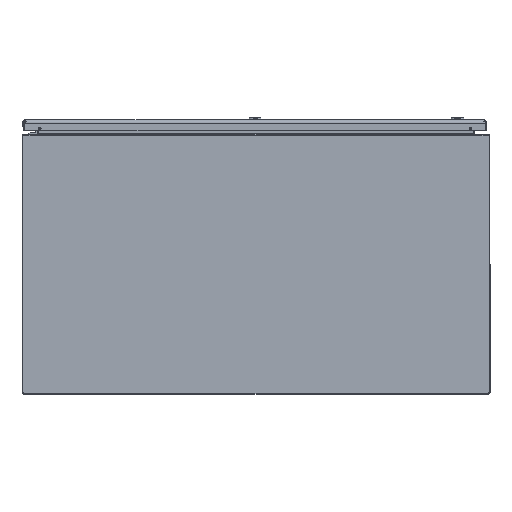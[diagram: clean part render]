
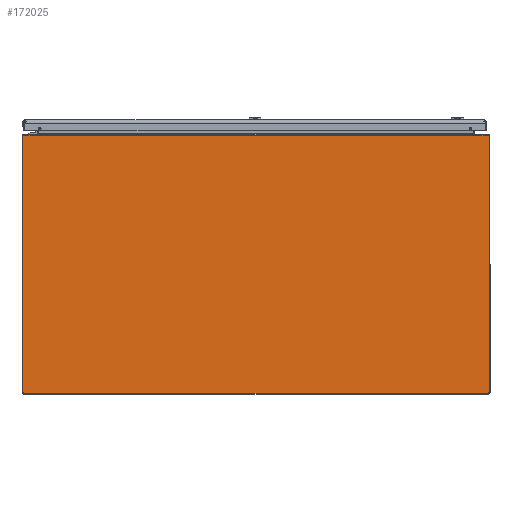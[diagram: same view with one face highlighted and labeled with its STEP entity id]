
A CAD part, front view. The second image highlights one B-rep face of the part: STEP entity #172025.
In plain terms, the highlighted planar face has unit normal (0, -1, 0).
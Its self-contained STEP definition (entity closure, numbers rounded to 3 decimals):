
#935 = LINE ( 'NONE', #27827, #70302 ) ;
#1230 = AXIS2_PLACEMENT_3D ( 'NONE', #20867, #80516, #125247 ) ;
#3410 = LINE ( 'NONE', #152461, #24199 ) ;
#6257 = EDGE_CURVE ( 'NONE', #57507, #30372, #3410, .T. ) ;
#9395 = DIRECTION ( 'NONE',  ( 0., 1., 0. ) ) ;
#11911 = CARTESIAN_POINT ( 'NONE',  ( -16.823, -24., 9.937 ) ) ;
#12819 = DIRECTION ( 'NONE',  ( 1., 0., 0. ) ) ;
#18678 = ORIENTED_EDGE ( 'NONE', *, *, #103172, .F. ) ;
#19150 = DIRECTION ( 'NONE',  ( 1., 0., 0. ) ) ;
#20078 = DIRECTION ( 'NONE',  ( -0.174, 0., -0.985 ) ) ;
#20262 = ORIENTED_EDGE ( 'NONE', *, *, #27495, .F. ) ;
#20867 = CARTESIAN_POINT ( 'NONE',  ( 17.857, -24., 9.857 ) ) ;
#21998 = VECTOR ( 'NONE', #157706, 39.37 ) ;
#24199 = VECTOR ( 'NONE', #79913, 39.37 ) ;
#26073 = ORIENTED_EDGE ( 'NONE', *, *, #109335, .F. ) ;
#26906 = DIRECTION ( 'NONE',  ( 0.174, 0., -0.985 ) ) ;
#27495 = EDGE_CURVE ( 'NONE', #58484, #124313, #176761, .T. ) ;
#27827 = CARTESIAN_POINT ( 'NONE',  ( 16.806, -24., 9.883 ) ) ;
#28483 = DIRECTION ( 'NONE',  ( -1., 0., 0. ) ) ;
#30372 = VERTEX_POINT ( 'NONE', #11911 ) ;
#31474 = VERTEX_POINT ( 'NONE', #56700 ) ;
#33002 = CIRCLE ( 'NONE', #1230, 0.08 ) ;
#37443 = PLANE ( 'NONE',  #136995 ) ;
#41896 = VECTOR ( 'NONE', #19150, 39.37 ) ;
#42101 = CARTESIAN_POINT ( 'NONE',  ( -16.814, -24., 9.883 ) ) ;
#45763 = EDGE_CURVE ( 'NONE', #147225, #31474, #187638, .T. ) ;
#52119 = VECTOR ( 'NONE', #119924, 39.37 ) ;
#56345 = ORIENTED_EDGE ( 'NONE', *, *, #63028, .F. ) ;
#56700 = CARTESIAN_POINT ( 'NONE',  ( -17.937, -24., -9.857 ) ) ;
#57507 = VERTEX_POINT ( 'NONE', #100217 ) ;
#58484 = VERTEX_POINT ( 'NONE', #42101 ) ;
#58737 = VECTOR ( 'NONE', #12819, 39.37 ) ;
#59893 = AXIS2_PLACEMENT_3D ( 'NONE', #86802, #121501, #120533 ) ;
#63028 = EDGE_CURVE ( 'NONE', #158667, #119766, #33002, .T. ) ;
#63577 = EDGE_CURVE ( 'NONE', #116479, #147225, #134781, .T. ) ;
#68264 = DIRECTION ( 'NONE',  ( 0., 0., -1. ) ) ;
#70302 = VECTOR ( 'NONE', #180727, 39.37 ) ;
#71285 = LINE ( 'NONE', #131882, #52119 ) ;
#79913 = DIRECTION ( 'NONE',  ( 1., 0., 0. ) ) ;
#80516 = DIRECTION ( 'NONE',  ( 0., 1., 0. ) ) ;
#81251 = CARTESIAN_POINT ( 'NONE',  ( -17.937, -24., 0. ) ) ;
#83146 = CARTESIAN_POINT ( 'NONE',  ( 0., -24., 0. ) ) ;
#83814 = CIRCLE ( 'NONE', #125064, 0.08 ) ;
#86137 = CARTESIAN_POINT ( 'NONE',  ( 17.937, -24., 0. ) ) ;
#86802 = CARTESIAN_POINT ( 'NONE',  ( 17.857, -24., -9.857 ) ) ;
#91005 = CARTESIAN_POINT ( 'NONE',  ( 17.857, -24., -9.937 ) ) ;
#97669 = EDGE_LOOP ( 'NONE', ( #114229, #18678, #136714, #140923, #185708, #117892, #26073, #56345, #152703, #123976, #114442, #151245, #20262, #152631 ) ) ;
#99365 = VERTEX_POINT ( 'NONE', #127473 ) ;
#100217 = CARTESIAN_POINT ( 'NONE',  ( -17.857, -24., 9.937 ) ) ;
#103037 = CARTESIAN_POINT ( 'NONE',  ( 0., -24., -9.937 ) ) ;
#103172 = EDGE_CURVE ( 'NONE', #99365, #57507, #83814, .T. ) ;
#104298 = VERTEX_POINT ( 'NONE', #147299 ) ;
#109335 = EDGE_CURVE ( 'NONE', #119766, #178084, #130856, .T. ) ;
#113789 = CARTESIAN_POINT ( 'NONE',  ( -17.857, -24., 9.857 ) ) ;
#114229 = ORIENTED_EDGE ( 'NONE', *, *, #6257, .F. ) ;
#114442 = ORIENTED_EDGE ( 'NONE', *, *, #136613, .T. ) ;
#114873 = VECTOR ( 'NONE', #20078, 39.37 ) ;
#115974 = DIRECTION ( 'NONE',  ( 0., 0., -1. ) ) ;
#116479 = VERTEX_POINT ( 'NONE', #91005 ) ;
#117892 = ORIENTED_EDGE ( 'NONE', *, *, #151804, .F. ) ;
#119766 = VERTEX_POINT ( 'NONE', #144572 ) ;
#119924 = DIRECTION ( 'NONE',  ( -1., 0., 0. ) ) ;
#120533 = DIRECTION ( 'NONE',  ( 0., 0., -1. ) ) ;
#121227 = AXIS2_PLACEMENT_3D ( 'NONE', #123281, #121316, #181857 ) ;
#121316 = DIRECTION ( 'NONE',  ( 0., 1., 0. ) ) ;
#121331 = CARTESIAN_POINT ( 'NONE',  ( 16.814, -24., 9.883 ) ) ;
#121501 = DIRECTION ( 'NONE',  ( 0., 1., 0. ) ) ;
#123089 = CARTESIAN_POINT ( 'NONE',  ( -16.798, -24., 9.883 ) ) ;
#123281 = CARTESIAN_POINT ( 'NONE',  ( -17.857, -24., -9.857 ) ) ;
#123976 = ORIENTED_EDGE ( 'NONE', *, *, #130508, .T. ) ;
#124313 = VERTEX_POINT ( 'NONE', #123089 ) ;
#125064 = AXIS2_PLACEMENT_3D ( 'NONE', #113789, #9395, #176273 ) ;
#125247 = DIRECTION ( 'NONE',  ( 0., 0., -1. ) ) ;
#125504 = CARTESIAN_POINT ( 'NONE',  ( 0., -24., 9.937 ) ) ;
#127473 = CARTESIAN_POINT ( 'NONE',  ( -17.937, -24., 9.857 ) ) ;
#130508 = EDGE_CURVE ( 'NONE', #104298, #133555, #187917, .T. ) ;
#130856 = LINE ( 'NONE', #86137, #179576 ) ;
#131882 = CARTESIAN_POINT ( 'NONE',  ( 0., -24., 9.883 ) ) ;
#133555 = VERTEX_POINT ( 'NONE', #121331 ) ;
#134073 = EDGE_CURVE ( 'NONE', #149236, #124313, #71285, .T. ) ;
#134781 = LINE ( 'NONE', #103037, #156661 ) ;
#136613 = EDGE_CURVE ( 'NONE', #133555, #149236, #935, .T. ) ;
#136714 = ORIENTED_EDGE ( 'NONE', *, *, #167581, .F. ) ;
#136995 = AXIS2_PLACEMENT_3D ( 'NONE', #83146, #143742, #68264 ) ;
#137224 = CARTESIAN_POINT ( 'NONE',  ( 17.937, -24., -9.857 ) ) ;
#137847 = EDGE_CURVE ( 'NONE', #104298, #158667, #169179, .T. ) ;
#140683 = EDGE_CURVE ( 'NONE', #30372, #58484, #190818, .T. ) ;
#140923 = ORIENTED_EDGE ( 'NONE', *, *, #45763, .F. ) ;
#143742 = DIRECTION ( 'NONE',  ( 0., -1., 0. ) ) ;
#144572 = CARTESIAN_POINT ( 'NONE',  ( 17.937, -24., 9.857 ) ) ;
#145782 = CARTESIAN_POINT ( 'NONE',  ( 17.857, -24., 9.937 ) ) ;
#147225 = VERTEX_POINT ( 'NONE', #194811 ) ;
#147299 = CARTESIAN_POINT ( 'NONE',  ( 16.823, -24., 9.937 ) ) ;
#149236 = VERTEX_POINT ( 'NONE', #157330 ) ;
#151245 = ORIENTED_EDGE ( 'NONE', *, *, #134073, .T. ) ;
#151804 = EDGE_CURVE ( 'NONE', #178084, #116479, #177248, .T. ) ;
#152461 = CARTESIAN_POINT ( 'NONE',  ( 0., -24., 9.937 ) ) ;
#152631 = ORIENTED_EDGE ( 'NONE', *, *, #140683, .F. ) ;
#152703 = ORIENTED_EDGE ( 'NONE', *, *, #137847, .F. ) ;
#156661 = VECTOR ( 'NONE', #28483, 39.37 ) ;
#157197 = CARTESIAN_POINT ( 'NONE',  ( 16.818, -24., 9.91 ) ) ;
#157330 = CARTESIAN_POINT ( 'NONE',  ( 16.798, -24., 9.883 ) ) ;
#157706 = DIRECTION ( 'NONE',  ( 0., 0., 1. ) ) ;
#158667 = VERTEX_POINT ( 'NONE', #145782 ) ;
#167581 = EDGE_CURVE ( 'NONE', #31474, #99365, #185509, .T. ) ;
#169179 = LINE ( 'NONE', #125504, #41896 ) ;
#172025 = ADVANCED_FACE ( 'NONE', ( #173535 ), #37443, .T. ) ;
#173535 = FACE_OUTER_BOUND ( 'NONE', #97669, .T. ) ;
#175639 = VECTOR ( 'NONE', #26906, 39.37 ) ;
#176273 = DIRECTION ( 'NONE',  ( 0., 0., -1. ) ) ;
#176761 = LINE ( 'NONE', #193619, #58737 ) ;
#177248 = CIRCLE ( 'NONE', #59893, 0.08 ) ;
#178084 = VERTEX_POINT ( 'NONE', #137224 ) ;
#179576 = VECTOR ( 'NONE', #115974, 39.37 ) ;
#180727 = DIRECTION ( 'NONE',  ( -1., 0., 0. ) ) ;
#181857 = DIRECTION ( 'NONE',  ( 0., 0., -1. ) ) ;
#185509 = LINE ( 'NONE', #81251, #21998 ) ;
#185708 = ORIENTED_EDGE ( 'NONE', *, *, #63577, .F. ) ;
#187638 = CIRCLE ( 'NONE', #121227, 0.08 ) ;
#187917 = LINE ( 'NONE', #157197, #114873 ) ;
#190818 = LINE ( 'NONE', #193761, #175639 ) ;
#193619 = CARTESIAN_POINT ( 'NONE',  ( -16.806, -24., 9.883 ) ) ;
#193761 = CARTESIAN_POINT ( 'NONE',  ( -16.818, -24., 9.91 ) ) ;
#194811 = CARTESIAN_POINT ( 'NONE',  ( -17.857, -24., -9.937 ) ) ;
